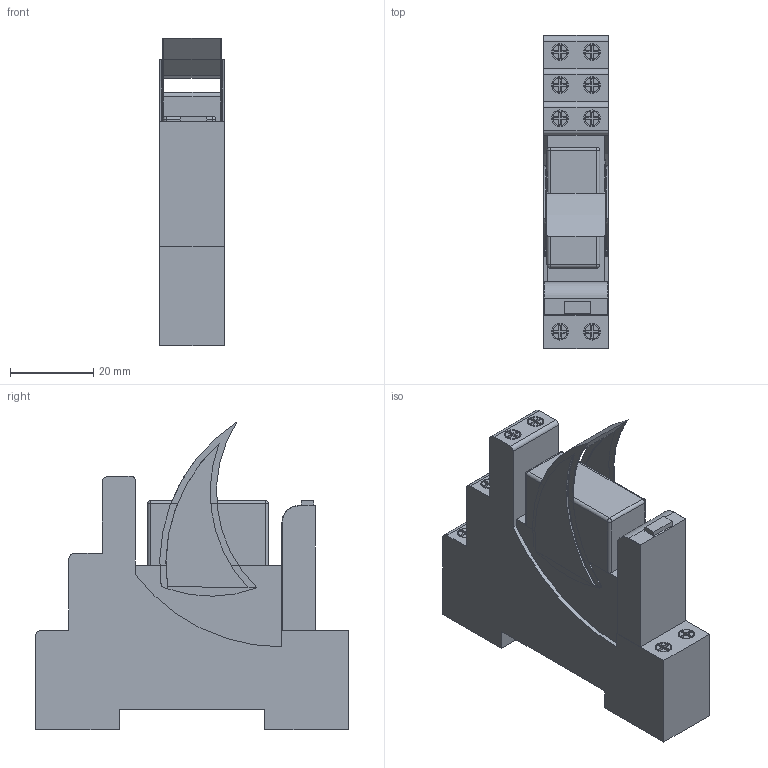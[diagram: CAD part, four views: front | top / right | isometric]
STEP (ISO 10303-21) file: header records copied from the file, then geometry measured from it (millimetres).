
FILE_DESCRIPTION((''),'2;1');
FILE_NAME('PI84_GZM80.stp','2015-07-14T15:36:25',('CAD Station'),(''),'Autodesk Inventor 2013','Autodesk Inventor 2013','');
FILE_SCHEMA(('CONFIG_CONTROL_DESIGN'));
Length unit declared in the file: millimetre
Products named in the file (5): PI84_GZM80; GZM80; RM84; Other_thingy; FIN
Assembly tree (4 placements, depth 2):
  PI84_GZM80
    GZM80
    RM84
    Other_thingy
    FIN
Bounding box: 15.5 x 75.3 x 74.07 mm (x, y, z)
Volume: 49505 mm3; surface area: 16371.1 mm2
Topology: 6 solids, 6 shells, 375 faces, 868 edges, 542 vertices
Faces by surface type: plane 317, cylinder 52, sphere 4, torus 2
Full cylindrical faces by diameter (mm): 3.5 x8, 4 x10
Entity records: 10520 total; most frequent: CARTESIAN_POINT 1774, DIRECTION 1730, ORIENTED_EDGE 1696, EDGE_CURVE 848, VECTOR 738, LINE 738, VERTEX_POINT 538, AXIS2_PLACEMENT_3D 496
